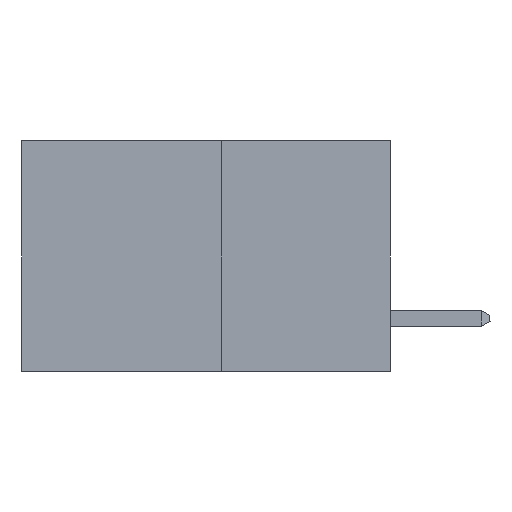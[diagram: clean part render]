
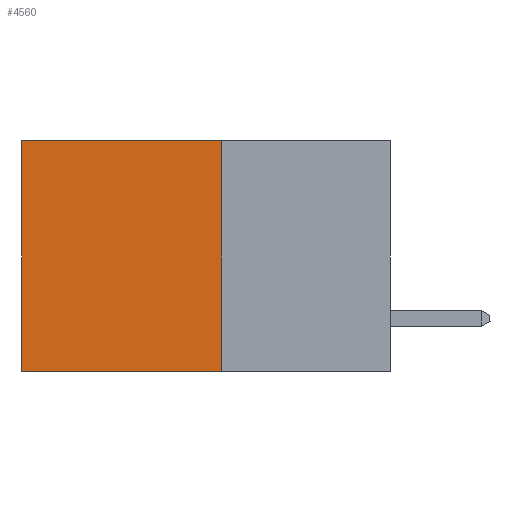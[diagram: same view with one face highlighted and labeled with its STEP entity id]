
A CAD part, left-side view. The second image highlights one B-rep face of the part: STEP entity #4560.
In plain terms, the highlighted planar face has unit normal (-1, 0, 0).
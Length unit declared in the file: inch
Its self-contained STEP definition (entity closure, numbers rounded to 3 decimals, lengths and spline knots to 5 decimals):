
#1877 = ORIENTED_EDGE ( 'NONE', *, *, #11710, .T. ) ;
#2323 = ORIENTED_EDGE ( 'NONE', *, *, #16294, .F. ) ;
#3444 = AXIS2_PLACEMENT_3D ( 'NONE', #13860, #13836, #13772 ) ;
#3552 = LINE ( 'NONE', #11644, #14460 ) ;
#3999 = VERTEX_POINT ( 'NONE', #16830 ) ;
#4294 = EDGE_CURVE ( 'NONE', #13105, #11666, #13613, .T. ) ;
#4560 = ADVANCED_FACE ( 'NONE', ( #5297 ), #14099, .F. ) ;
#5036 = EDGE_CURVE ( 'NONE', #14398, #3999, #3552, .T. ) ;
#5297 = FACE_OUTER_BOUND ( 'NONE', #6691, .T. ) ;
#6691 = EDGE_LOOP ( 'NONE', ( #1877, #9408, #2323, #14568 ) ) ;
#7669 = LINE ( 'NONE', #8699, #14906 ) ;
#7701 = CARTESIAN_POINT ( 'NONE',  ( 0.277, 0.27, -0.37 ) ) ;
#8542 = CARTESIAN_POINT ( 'NONE',  ( 0.277, 0.27, 0. ) ) ;
#8699 = CARTESIAN_POINT ( 'NONE',  ( 0.277, 0.59, -0.37 ) ) ;
#9408 = ORIENTED_EDGE ( 'NONE', *, *, #4294, .F. ) ;
#9524 = DIRECTION ( 'NONE',  ( 0., 1., 0. ) ) ;
#9582 = LINE ( 'NONE', #10122, #13624 ) ;
#10122 = CARTESIAN_POINT ( 'NONE',  ( 0.277, 0.27, -0.37 ) ) ;
#10265 = VECTOR ( 'NONE', #9524, 39.37008 ) ;
#11060 = DIRECTION ( 'NONE',  ( 0., 1., 0. ) ) ;
#11644 = CARTESIAN_POINT ( 'NONE',  ( 0.277, 0.27, 0. ) ) ;
#11666 = VERTEX_POINT ( 'NONE', #15794 ) ;
#11710 = EDGE_CURVE ( 'NONE', #3999, #11666, #7669, .T. ) ;
#13011 = DIRECTION ( 'NONE',  ( 0., 0., -1. ) ) ;
#13105 = VERTEX_POINT ( 'NONE', #17722 ) ;
#13613 = LINE ( 'NONE', #7701, #10265 ) ;
#13624 = VECTOR ( 'NONE', #13011, 39.37008 ) ;
#13772 = DIRECTION ( 'NONE',  ( 0., 0., -1. ) ) ;
#13836 = DIRECTION ( 'NONE',  ( 1., 0., 0. ) ) ;
#13860 = CARTESIAN_POINT ( 'NONE',  ( 0.277, 0.27, -0.37 ) ) ;
#14099 = PLANE ( 'NONE',  #3444 ) ;
#14387 = DIRECTION ( 'NONE',  ( 0., 0., -1. ) ) ;
#14398 = VERTEX_POINT ( 'NONE', #8542 ) ;
#14460 = VECTOR ( 'NONE', #11060, 39.37008 ) ;
#14568 = ORIENTED_EDGE ( 'NONE', *, *, #5036, .T. ) ;
#14906 = VECTOR ( 'NONE', #14387, 39.37008 ) ;
#15794 = CARTESIAN_POINT ( 'NONE',  ( 0.277, 0.59, -0.37 ) ) ;
#16294 = EDGE_CURVE ( 'NONE', #14398, #13105, #9582, .T. ) ;
#16830 = CARTESIAN_POINT ( 'NONE',  ( 0.277, 0.59, 0. ) ) ;
#17722 = CARTESIAN_POINT ( 'NONE',  ( 0.277, 0.27, -0.37 ) ) ;
